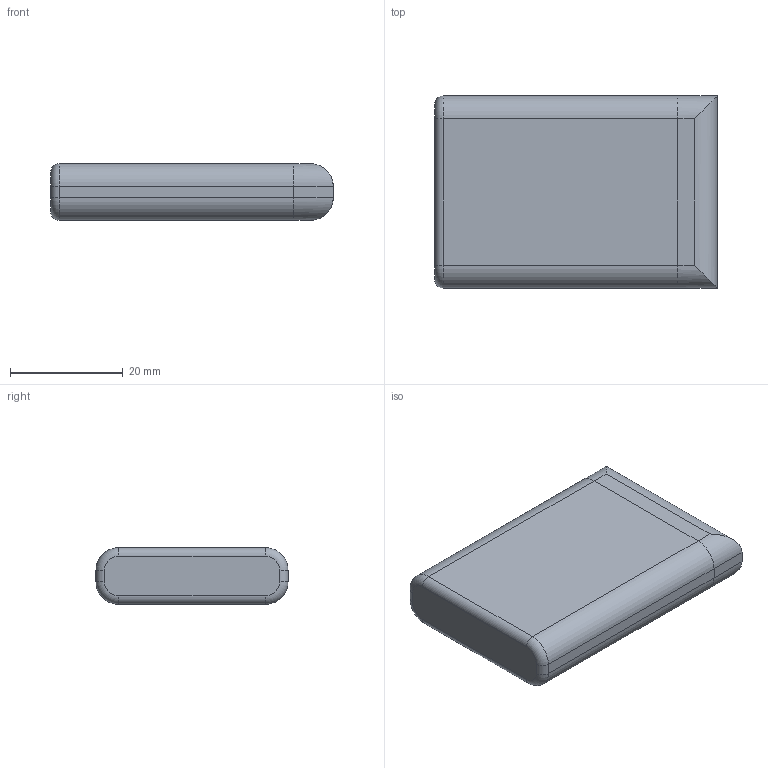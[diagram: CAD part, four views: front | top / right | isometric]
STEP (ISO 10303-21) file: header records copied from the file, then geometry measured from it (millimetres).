
FILE_DESCRIPTION(('FreeCAD Model'),'2;1');
FILE_NAME( 'Battery_103450.step', '2020-12-01T07:37:01',('Author'),(''), 'Open CASCADE STEP processor 7.3','FreeCAD','Unknown');
FILE_SCHEMA(('AUTOMOTIVE_DESIGN { 1 0 10303 214 1 1 1 1 }'));
Length unit declared in the file: millimetre
Products named in the file (1): Fillet001
Bounding box: 50 x 34 x 10 mm (x, y, z)
Volume: 16066.2 mm3; surface area: 4543.9 mm2
Topology: 1 solids, 1 shells, 28 faces, 58 edges, 32 vertices
Faces by surface type: cylinder 14, plane 10, torus 4
Entity records: 1725 total; most frequent: CARTESIAN_POINT 347, DIRECTION 220, ORIENTED_EDGE 116, PCURVE 116, DEFINITIONAL_REPRESENTATION 116, LINE 114, VECTOR 114, EDGE_CURVE 58
